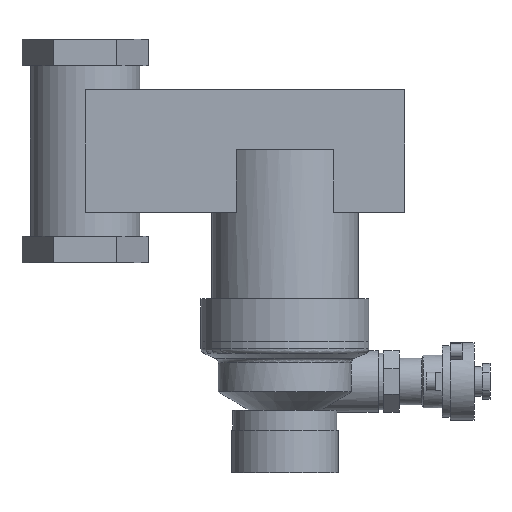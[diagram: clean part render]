
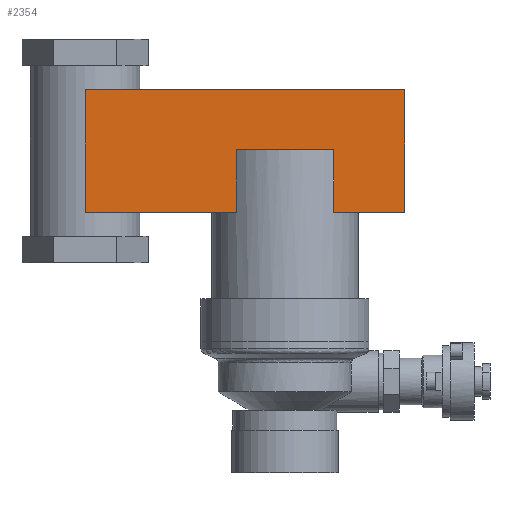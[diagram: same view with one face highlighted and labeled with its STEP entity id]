
A CAD part, front view. The second image highlights one B-rep face of the part: STEP entity #2354.
In plain terms, the highlighted planar face has unit normal (0, -1, 0).
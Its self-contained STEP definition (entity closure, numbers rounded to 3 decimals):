
#153=FACE_OUTER_BOUND('',#310,.T.);
#310=EDGE_LOOP('',(#1658,#1659,#1660,#1661,#1662,#1663,#1664,#1665));
#496=LINE('',#3559,#704);
#497=LINE('',#3563,#705);
#501=LINE('',#3576,#709);
#502=LINE('',#3579,#710);
#505=LINE('',#3585,#713);
#508=LINE('',#3591,#716);
#512=LINE('',#3602,#720);
#513=LINE('',#3604,#721);
#704=VECTOR('',#2834,1.);
#705=VECTOR('',#2837,1.);
#709=VECTOR('',#2851,1.);
#710=VECTOR('',#2854,1.);
#713=VECTOR('',#2859,1.);
#716=VECTOR('',#2864,1.);
#720=VECTOR('',#2876,1.);
#721=VECTOR('',#2879,1.);
#1021=VERTEX_POINT('',#3557);
#1022=VERTEX_POINT('',#3558);
#1023=VERTEX_POINT('',#3560);
#1024=VERTEX_POINT('',#3562);
#1029=VERTEX_POINT('',#3578);
#1031=VERTEX_POINT('',#3584);
#1033=VERTEX_POINT('',#3590);
#1036=VERTEX_POINT('',#3600);
#1260=EDGE_CURVE('',#1021,#1022,#496,.T.);
#1262=EDGE_CURVE('',#1023,#1024,#497,.T.);
#1269=EDGE_CURVE('',#1021,#1023,#501,.T.);
#1270=EDGE_CURVE('',#1022,#1029,#502,.T.);
#1273=EDGE_CURVE('',#1029,#1031,#505,.T.);
#1276=EDGE_CURVE('',#1033,#1024,#508,.T.);
#1282=EDGE_CURVE('',#1031,#1036,#512,.T.);
#1283=EDGE_CURVE('',#1033,#1036,#513,.T.);
#1658=ORIENTED_EDGE('',*,*,#1282,.T.);
#1659=ORIENTED_EDGE('',*,*,#1283,.F.);
#1660=ORIENTED_EDGE('',*,*,#1276,.T.);
#1661=ORIENTED_EDGE('',*,*,#1262,.F.);
#1662=ORIENTED_EDGE('',*,*,#1269,.F.);
#1663=ORIENTED_EDGE('',*,*,#1260,.T.);
#1664=ORIENTED_EDGE('',*,*,#1270,.T.);
#1665=ORIENTED_EDGE('',*,*,#1273,.T.);
#2247=PLANE('',#2528);
#2354=ADVANCED_FACE('',(#153),#2247,.T.);
#2528=AXIS2_PLACEMENT_3D('',#3603,#2877,#2878);
#2834=DIRECTION('',(0.,0.,-1.));
#2837=DIRECTION('',(0.,0.,-1.));
#2851=DIRECTION('',(-1.,0.,0.));
#2854=DIRECTION('',(1.,0.,0.));
#2859=DIRECTION('',(0.,0.,1.));
#2864=DIRECTION('',(1.,0.,0.));
#2876=DIRECTION('',(-1.,0.,0.));
#2877=DIRECTION('center_axis',(0.,-1.,0.));
#2878=DIRECTION('ref_axis',(0.,0.,-1.));
#2879=DIRECTION('',(0.,0.,1.));
#3557=CARTESIAN_POINT('',(18.33,-20.5,0.));
#3558=CARTESIAN_POINT('',(18.33,-20.5,-23.5));
#3559=CARTESIAN_POINT('',(18.33,-20.5,0.));
#3560=CARTESIAN_POINT('',(-18.33,-20.5,0.));
#3562=CARTESIAN_POINT('',(-18.33,-20.5,-23.5));
#3563=CARTESIAN_POINT('',(-18.33,-20.5,0.));
#3576=CARTESIAN_POINT('',(-7.75,-20.5,0.));
#3578=CARTESIAN_POINT('',(45.,-20.5,-23.5));
#3579=CARTESIAN_POINT('',(-15.5,-20.5,-23.5));
#3584=CARTESIAN_POINT('',(45.,-20.5,22.5));
#3585=CARTESIAN_POINT('',(45.,-20.5,-0.5));
#3590=CARTESIAN_POINT('',(-75.,-20.5,-23.5));
#3591=CARTESIAN_POINT('',(-15.5,-20.5,-23.5));
#3600=CARTESIAN_POINT('',(-75.,-20.5,22.5));
#3602=CARTESIAN_POINT('',(-15.5,-20.5,22.5));
#3603=CARTESIAN_POINT('Origin',(-15.5,-20.5,-0.5));
#3604=CARTESIAN_POINT('',(-75.,-20.5,-0.5));
